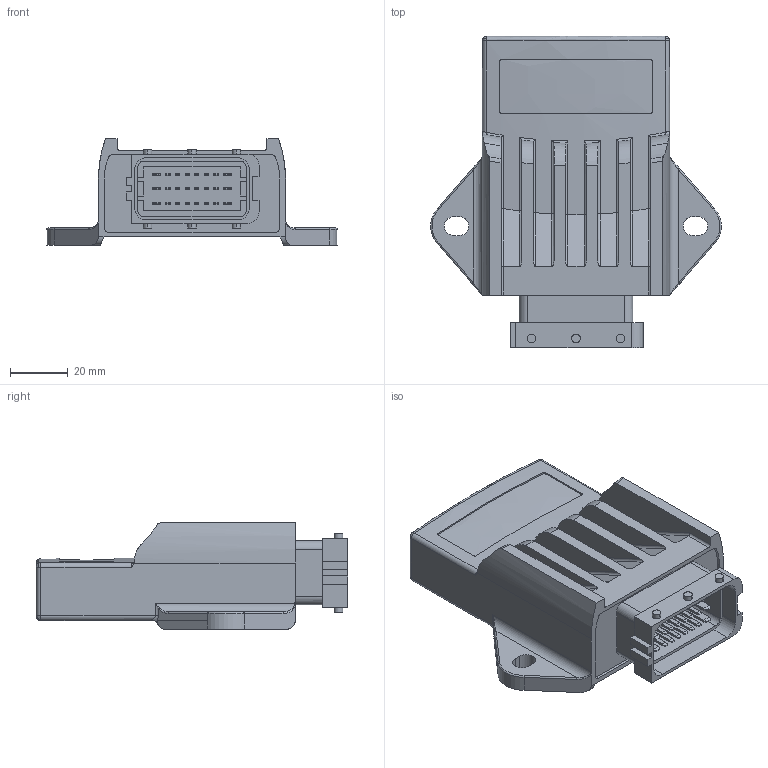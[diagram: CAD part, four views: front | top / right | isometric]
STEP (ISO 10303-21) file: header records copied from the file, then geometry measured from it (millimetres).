
FILE_DESCRIPTION (( 'STEP AP203' ), '1' );
FILE_NAME ('SYS_120123_P300.STEP', '2023-01-12T07:37:05', ( '' ), ( '' ), 'SwSTEP 2.0', 'SolidWorks 2022', '' );
FILE_SCHEMA (( 'CONFIG_CONTROL_DESIGN' ));
Length unit declared in the file: millimetre
Products named in the file (1): SYS_120123_P300
Bounding box: 100.93 x 108.3 x 37 mm (x, y, z)
Surface area: 40046.9 mm2 (no closed solid volume)
Topology: 0 solids, 3 shells, 533 faces, 1487 edges, 950 vertices
Faces by surface type: plane 283, cylinder 157, bspline 75, torus 18
Entity records: 20925 total; most frequent: CARTESIAN_POINT 8313, ORIENTED_EDGE 2726, DIRECTION 2263, EDGE_CURVE 1477, VERTEX_POINT 950, LINE 915, VECTOR 915, AXIS2_PLACEMENT_3D 674
